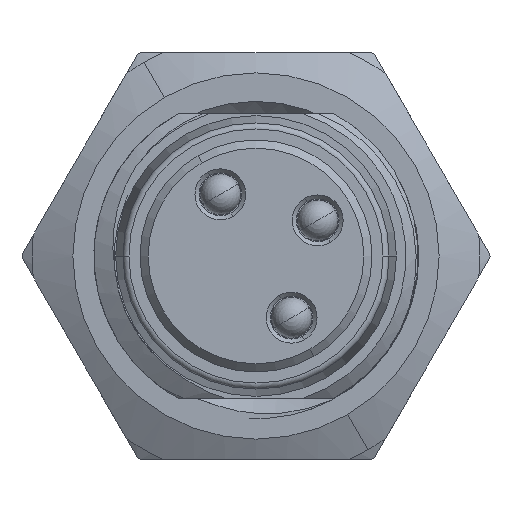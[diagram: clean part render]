
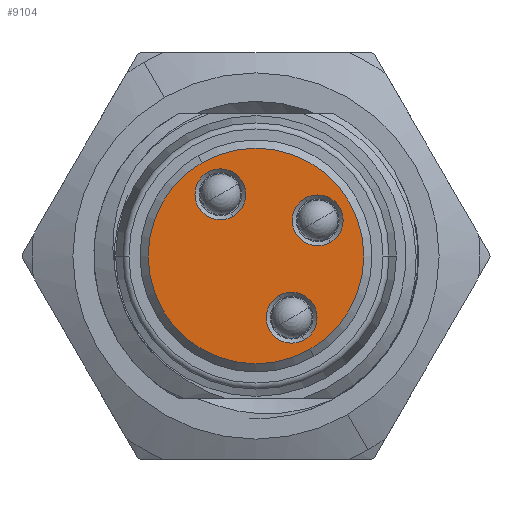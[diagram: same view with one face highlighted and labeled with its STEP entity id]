
A CAD part, left-side view. The second image highlights one B-rep face of the part: STEP entity #9104.
In plain terms, the highlighted planar face has unit normal (-1, 0, 0).
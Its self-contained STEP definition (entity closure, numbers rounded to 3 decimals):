
#8480=CARTESIAN_POINT('',(5.,0.,0.));
#8481=DIRECTION('',(-1.,0.,0.));
#8482=DIRECTION('',(0.,-0.5,-0.866));
#8483=AXIS2_PLACEMENT_3D('',#8480,#8481,#8482);
#8485=CARTESIAN_POINT('',(5.,0.,0.));
#8486=DIRECTION('',(-1.,0.,0.));
#8487=DIRECTION('',(0.,0.5,0.866));
#8488=AXIS2_PLACEMENT_3D('',#8485,#8486,#8487);
#8490=CARTESIAN_POINT('',(5.,-1.516,0.875));
#8491=DIRECTION('',(1.,0.,0.));
#8492=DIRECTION('',(0.,0.5,0.866));
#8493=AXIS2_PLACEMENT_3D('',#8490,#8491,#8492);
#8495=CARTESIAN_POINT('',(5.,-1.516,0.875));
#8496=DIRECTION('',(1.,0.,0.));
#8497=DIRECTION('',(0.,-0.5,-0.866));
#8498=AXIS2_PLACEMENT_3D('',#8495,#8496,#8497);
#8500=CARTESIAN_POINT('',(5.,-0.875,-1.516));
#8501=DIRECTION('',(1.,0.,0.));
#8502=DIRECTION('',(0.,-0.5,-0.866));
#8503=AXIS2_PLACEMENT_3D('',#8500,#8501,#8502);
#8505=CARTESIAN_POINT('',(5.,-0.875,-1.516));
#8506=DIRECTION('',(1.,0.,0.));
#8507=DIRECTION('',(0.,0.5,0.866));
#8508=AXIS2_PLACEMENT_3D('',#8505,#8506,#8507);
#8510=CARTESIAN_POINT('',(5.,0.875,1.516));
#8511=DIRECTION('',(1.,0.,0.));
#8512=DIRECTION('',(0.,-0.5,-0.866));
#8513=AXIS2_PLACEMENT_3D('',#8510,#8511,#8512);
#8515=CARTESIAN_POINT('',(5.,0.875,1.516));
#8516=DIRECTION('',(1.,0.,0.));
#8517=DIRECTION('',(0.,0.5,0.866));
#8518=AXIS2_PLACEMENT_3D('',#8515,#8516,#8517);
#9001=CARTESIAN_POINT('',(5.,-1.325,-2.295));
#9002=CARTESIAN_POINT('',(5.,1.325,2.295));
#9003=VERTEX_POINT('',#9001);
#9004=VERTEX_POINT('',#9002);
#9009=CARTESIAN_POINT('',(5.,-1.203,1.416));
#9010=CARTESIAN_POINT('',(5.,-1.828,0.334));
#9011=VERTEX_POINT('',#9009);
#9012=VERTEX_POINT('',#9010);
#9017=CARTESIAN_POINT('',(5.,-1.188,-2.057));
#9018=CARTESIAN_POINT('',(5.,-0.563,-0.974));
#9019=VERTEX_POINT('',#9017);
#9020=VERTEX_POINT('',#9018);
#9025=CARTESIAN_POINT('',(5.,0.562,0.974));
#9026=CARTESIAN_POINT('',(5.,1.187,2.057));
#9027=VERTEX_POINT('',#9025);
#9028=VERTEX_POINT('',#9026);
#9075=CARTESIAN_POINT('',(5.,0.,0.));
#9076=DIRECTION('',(-1.,0.,0.));
#9077=DIRECTION('',(0.,-0.5,-0.866));
#9078=AXIS2_PLACEMENT_3D('',#9075,#9076,#9077);
#9079=PLANE('',#9078);
#9081=ORIENTED_EDGE('',*,*,#9080,.F.);
#9083=ORIENTED_EDGE('',*,*,#9082,.F.);
#9084=EDGE_LOOP('',(#9081,#9083));
#9085=FACE_OUTER_BOUND('',#9084,.F.);
#9087=ORIENTED_EDGE('',*,*,#9086,.F.);
#9089=ORIENTED_EDGE('',*,*,#9088,.F.);
#9090=EDGE_LOOP('',(#9087,#9089));
#9091=FACE_BOUND('',#9090,.F.);
#9093=ORIENTED_EDGE('',*,*,#9092,.F.);
#9095=ORIENTED_EDGE('',*,*,#9094,.F.);
#9096=EDGE_LOOP('',(#9093,#9095));
#9097=FACE_BOUND('',#9096,.F.);
#9099=ORIENTED_EDGE('',*,*,#9098,.F.);
#9101=ORIENTED_EDGE('',*,*,#9100,.F.);
#9102=EDGE_LOOP('',(#9099,#9101));
#9103=FACE_BOUND('',#9102,.F.);
#8484=CIRCLE('',#8483,2.65);
#8489=CIRCLE('',#8488,2.65);
#8494=CIRCLE('',#8493,0.625);
#8499=CIRCLE('',#8498,0.625);
#8504=CIRCLE('',#8503,0.625);
#8509=CIRCLE('',#8508,0.625);
#8514=CIRCLE('',#8513,0.625);
#8519=CIRCLE('',#8518,0.625);
#9080=EDGE_CURVE('',#9003,#9004,#8484,.T.);
#9082=EDGE_CURVE('',#9004,#9003,#8489,.T.);
#9086=EDGE_CURVE('',#9011,#9012,#8494,.T.);
#9088=EDGE_CURVE('',#9012,#9011,#8499,.T.);
#9092=EDGE_CURVE('',#9019,#9020,#8504,.T.);
#9094=EDGE_CURVE('',#9020,#9019,#8509,.T.);
#9098=EDGE_CURVE('',#9027,#9028,#8514,.T.);
#9100=EDGE_CURVE('',#9028,#9027,#8519,.T.);
#9104=ADVANCED_FACE('',(#9085,#9091,#9097,#9103),#9079,.T.);
